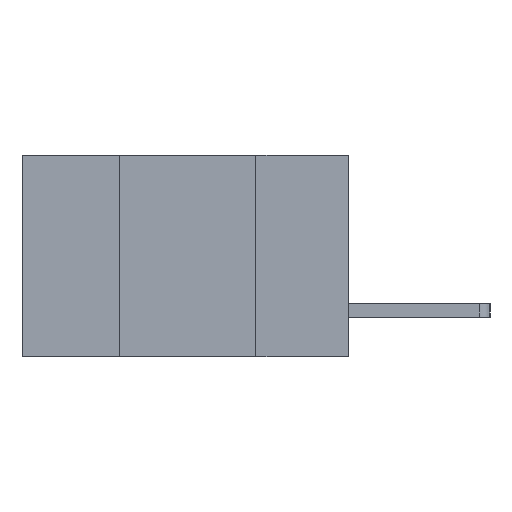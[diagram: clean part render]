
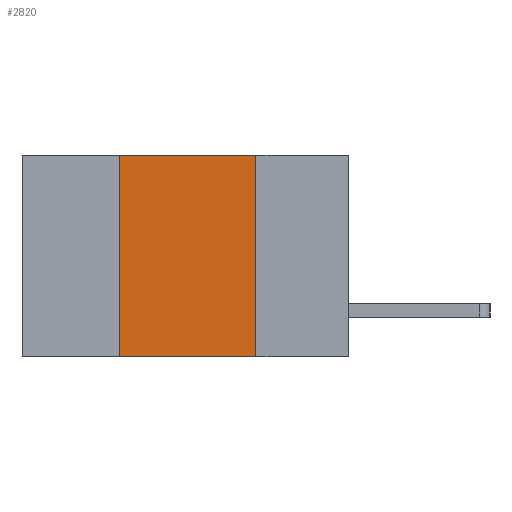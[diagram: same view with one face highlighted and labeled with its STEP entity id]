
A CAD part, left-side view. The second image highlights one B-rep face of the part: STEP entity #2820.
In plain terms, the highlighted planar face has unit normal (-1, 0, 0).
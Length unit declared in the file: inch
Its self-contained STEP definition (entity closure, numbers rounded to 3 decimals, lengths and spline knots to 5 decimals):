
#1 = VECTOR ( 'NONE', #4366, 39.37008 ) ;
#110 = AXIS2_PLACEMENT_3D ( 'NONE', #8467, #8642, #8376 ) ;
#872 = EDGE_LOOP ( 'NONE', ( #5584, #8463, #5607, #3039 ) ) ;
#973 = VECTOR ( 'NONE', #2458, 39.37008 ) ;
#1110 = VERTEX_POINT ( 'NONE', #7315 ) ;
#1126 = EDGE_CURVE ( 'NONE', #2635, #7450, #7415, .T. ) ;
#1365 = EDGE_CURVE ( 'NONE', #1110, #2635, #3083, .T. ) ;
#1412 = CARTESIAN_POINT ( 'NONE',  ( 0., 0.17, -0.37 ) ) ;
#1623 = VERTEX_POINT ( 'NONE', #8973 ) ;
#1761 = CARTESIAN_POINT ( 'NONE',  ( 0., 0.6, 0. ) ) ;
#1812 = LINE ( 'NONE', #5136, #1 ) ;
#2458 = DIRECTION ( 'NONE',  ( 0., -1., 0. ) ) ;
#2635 = VERTEX_POINT ( 'NONE', #9851 ) ;
#2688 = DIRECTION ( 'NONE',  ( 0., 0., -1. ) ) ;
#2820 = ADVANCED_FACE ( 'NONE', ( #6417 ), #8397, .F. ) ;
#2847 = EDGE_CURVE ( 'NONE', #1623, #7450, #4142, .T. ) ;
#3039 = ORIENTED_EDGE ( 'NONE', *, *, #2847, .T. ) ;
#3083 = LINE ( 'NONE', #1761, #973 ) ;
#4142 = LINE ( 'NONE', #8018, #7762 ) ;
#4366 = DIRECTION ( 'NONE',  ( 0., 0., 1. ) ) ;
#5136 = CARTESIAN_POINT ( 'NONE',  ( 0., 0.42, -0.37 ) ) ;
#5347 = VECTOR ( 'NONE', #2688, 39.37008 ) ;
#5584 = ORIENTED_EDGE ( 'NONE', *, *, #1126, .F. ) ;
#5607 = ORIENTED_EDGE ( 'NONE', *, *, #8494, .F. ) ;
#6417 = FACE_OUTER_BOUND ( 'NONE', #872, .T. ) ;
#7315 = CARTESIAN_POINT ( 'NONE',  ( 0., 0.42, 0. ) ) ;
#7415 = LINE ( 'NONE', #9235, #5347 ) ;
#7450 = VERTEX_POINT ( 'NONE', #1412 ) ;
#7762 = VECTOR ( 'NONE', #7942, 39.37008 ) ;
#7942 = DIRECTION ( 'NONE',  ( 0., -1., 0. ) ) ;
#8018 = CARTESIAN_POINT ( 'NONE',  ( 0., 0.6, -0.37 ) ) ;
#8376 = DIRECTION ( 'NONE',  ( 0., 0., -1. ) ) ;
#8397 = PLANE ( 'NONE',  #110 ) ;
#8463 = ORIENTED_EDGE ( 'NONE', *, *, #1365, .F. ) ;
#8467 = CARTESIAN_POINT ( 'NONE',  ( 0., 0.6, 0. ) ) ;
#8494 = EDGE_CURVE ( 'NONE', #1623, #1110, #1812, .T. ) ;
#8642 = DIRECTION ( 'NONE',  ( 1., 0., 0. ) ) ;
#8973 = CARTESIAN_POINT ( 'NONE',  ( 0., 0.42, -0.37 ) ) ;
#9235 = CARTESIAN_POINT ( 'NONE',  ( 0., 0.17, -0.37 ) ) ;
#9851 = CARTESIAN_POINT ( 'NONE',  ( 0., 0.17, 0. ) ) ;
